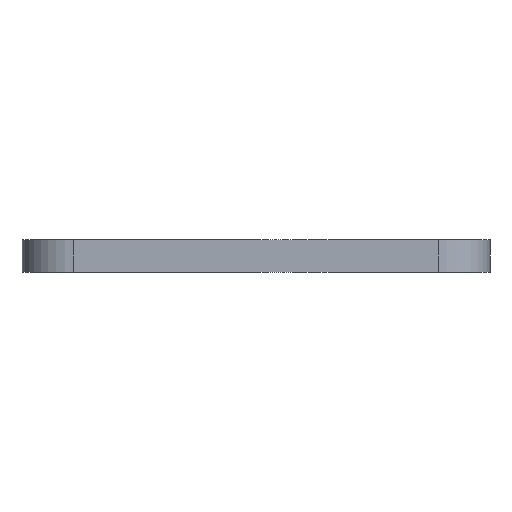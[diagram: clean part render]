
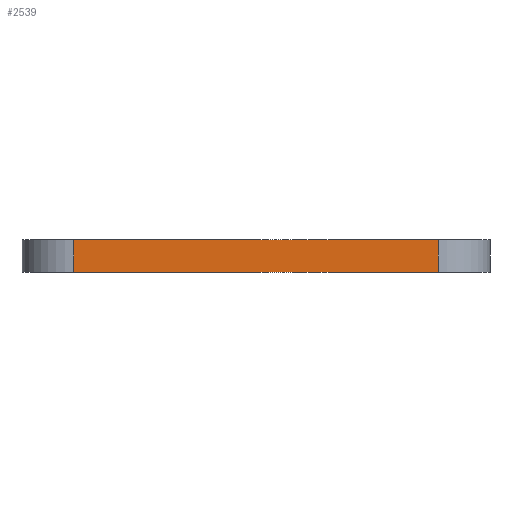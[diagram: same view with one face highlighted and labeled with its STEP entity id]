
A CAD part, left-side view. The second image highlights one B-rep face of the part: STEP entity #2539.
In plain terms, the highlighted planar face has unit normal (-1, 0, 0).
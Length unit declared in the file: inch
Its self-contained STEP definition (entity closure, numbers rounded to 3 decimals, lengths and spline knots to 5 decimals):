
#7 = VECTOR ( 'NONE', #6884, 39.37008 ) ;
#313 = CARTESIAN_POINT ( 'NONE',  ( -1., 0.35, 0.06299 ) ) ;
#943 = LINE ( 'NONE', #8067, #4632 ) ;
#1239 = PLANE ( 'NONE',  #3474 ) ;
#2169 = DIRECTION ( 'NONE',  ( -1., 0., 0. ) ) ;
#2424 = EDGE_CURVE ( 'NONE', #8504, #11584, #10821, .T. ) ;
#2439 = ORIENTED_EDGE ( 'NONE', *, *, #2424, .T. ) ;
#2539 = ADVANCED_FACE ( 'NONE', ( #9960 ), #1239, .T. ) ;
#2844 = CARTESIAN_POINT ( 'NONE',  ( -1., 0.35, 0. ) ) ;
#2892 = CARTESIAN_POINT ( 'NONE',  ( -1., 0.35, 0.06299 ) ) ;
#3474 = AXIS2_PLACEMENT_3D ( 'NONE', #11217, #2169, #7380 ) ;
#3550 = VERTEX_POINT ( 'NONE', #7969 ) ;
#4158 = DIRECTION ( 'NONE',  ( 0., 0., 1. ) ) ;
#4302 = ORIENTED_EDGE ( 'NONE', *, *, #6948, .T. ) ;
#4314 = DIRECTION ( 'NONE',  ( 0., -1., 0. ) ) ;
#4632 = VECTOR ( 'NONE', #4158, 39.37008 ) ;
#4639 = CARTESIAN_POINT ( 'NONE',  ( -1., 0.35, 0. ) ) ;
#5951 = VECTOR ( 'NONE', #4314, 39.37008 ) ;
#6060 = DIRECTION ( 'NONE',  ( 0., -1., 0. ) ) ;
#6884 = DIRECTION ( 'NONE',  ( 0., 0., 1. ) ) ;
#6948 = EDGE_CURVE ( 'NONE', #11584, #3550, #943, .T. ) ;
#7043 = ORIENTED_EDGE ( 'NONE', *, *, #11385, .F. ) ;
#7169 = EDGE_LOOP ( 'NONE', ( #2439, #4302, #9875, #7043 ) ) ;
#7380 = DIRECTION ( 'NONE',  ( 0., 0., 1. ) ) ;
#7969 = CARTESIAN_POINT ( 'NONE',  ( -1., -0.35, 0.06299 ) ) ;
#8067 = CARTESIAN_POINT ( 'NONE',  ( -1., -0.35, 0. ) ) ;
#8504 = VERTEX_POINT ( 'NONE', #4639 ) ;
#9334 = CARTESIAN_POINT ( 'NONE',  ( -1., -0.35, 0. ) ) ;
#9616 = EDGE_CURVE ( 'NONE', #11918, #3550, #12268, .T. ) ;
#9875 = ORIENTED_EDGE ( 'NONE', *, *, #9616, .F. ) ;
#9960 = FACE_OUTER_BOUND ( 'NONE', #7169, .T. ) ;
#10821 = LINE ( 'NONE', #13006, #11282 ) ;
#11217 = CARTESIAN_POINT ( 'NONE',  ( -1., 0.35, 0. ) ) ;
#11282 = VECTOR ( 'NONE', #6060, 39.37008 ) ;
#11385 = EDGE_CURVE ( 'NONE', #8504, #11918, #12716, .T. ) ;
#11584 = VERTEX_POINT ( 'NONE', #9334 ) ;
#11918 = VERTEX_POINT ( 'NONE', #2892 ) ;
#12268 = LINE ( 'NONE', #313, #5951 ) ;
#12716 = LINE ( 'NONE', #2844, #7 ) ;
#13006 = CARTESIAN_POINT ( 'NONE',  ( -1., 0.35, 0. ) ) ;
